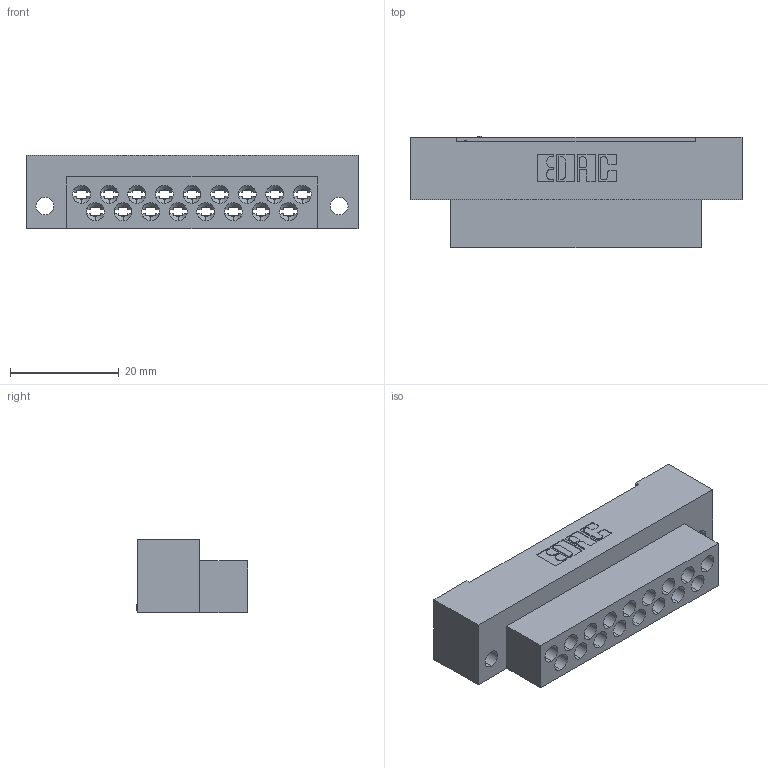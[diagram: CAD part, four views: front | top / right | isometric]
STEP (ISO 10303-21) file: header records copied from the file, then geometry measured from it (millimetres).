
FILE_DESCRIPTION (( 'STEP AP203' ), '1' );
FILE_NAME ('415-017-000-122.STEP', '2020-03-12T18:37:28', ( '' ), ( '' ), 'SwSTEP 2.0', 'SolidWorks 2016', '' );
FILE_SCHEMA (( 'CONFIG_CONTROL_DESIGN' ));
Length unit declared in the file: millimetre
Products named in the file (2): 415-017-000-122; 415-210-001_415-210-017-122
Assembly tree (1 placements, depth 2):
  415-017-000-122
    415-210-001_415-210-017-122
Bounding box: 61.11 x 20.45 x 13.49 mm (x, y, z)
Volume: 9277.7 mm3; surface area: 8907.7 mm2
Topology: 1 solids, 1 shells, 586 faces, 1724 edges, 1131 vertices
Faces by surface type: plane 435, cylinder 78, cone 51, bspline 22
Entity records: 20693 total; most frequent: CARTESIAN_POINT 5143, ORIENTED_EDGE 3448, DIRECTION 2889, EDGE_CURVE 1724, LINE 1199, VECTOR 1199, VERTEX_POINT 1131, AXIS2_PLACEMENT_3D 845
